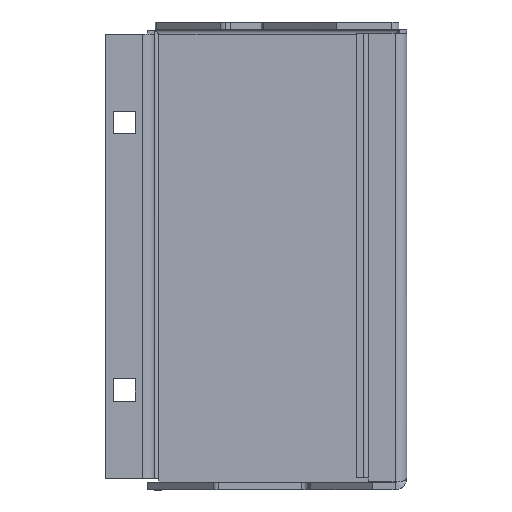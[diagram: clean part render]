
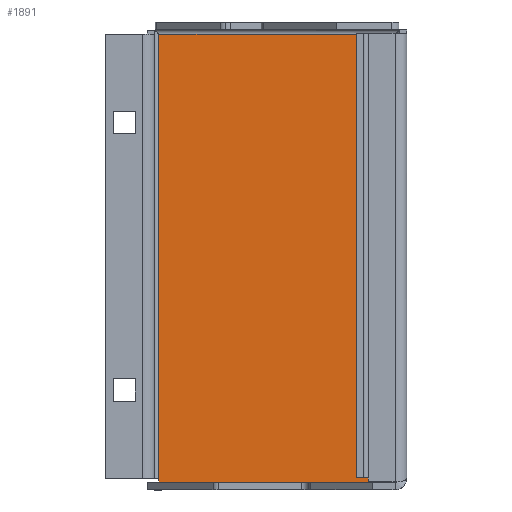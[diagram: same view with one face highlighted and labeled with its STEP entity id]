
A CAD part, top view. The second image highlights one B-rep face of the part: STEP entity #1891.
In plain terms, the highlighted planar face has unit normal (0, 0, 1).
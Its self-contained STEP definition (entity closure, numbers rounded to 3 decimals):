
#121 = CARTESIAN_POINT ( 'NONE',  ( 101., 190., 0. ) ) ;
#186 = LINE ( 'NONE', #1627, #2407 ) ;
#251 = DIRECTION ( 'NONE',  ( -1., 0., 0. ) ) ;
#255 = CARTESIAN_POINT ( 'NONE',  ( 101., -1.646, 0. ) ) ;
#276 = AXIS2_PLACEMENT_3D ( 'NONE', #628, #752, #436 ) ;
#436 = DIRECTION ( 'NONE',  ( -1., 0., 0. ) ) ;
#475 = EDGE_CURVE ( 'NONE', #3768, #2430, #1715, .T. ) ;
#476 = FACE_OUTER_BOUND ( 'NONE', #1259, .T. ) ;
#611 = DIRECTION ( 'NONE',  ( 0., 1., 0. ) ) ;
#628 = CARTESIAN_POINT ( 'NONE',  ( 0., 0., 0. ) ) ;
#752 = DIRECTION ( 'NONE',  ( 0., 0., -1. ) ) ;
#840 = ORIENTED_EDGE ( 'NONE', *, *, #3572, .F. ) ;
#879 = VECTOR ( 'NONE', #2802, 1000. ) ;
#995 = CARTESIAN_POINT ( 'NONE',  ( 0., -1.646, 0. ) ) ;
#1259 = EDGE_LOOP ( 'NONE', ( #1806, #2390, #2077, #840, #3164 ) ) ;
#1601 = VECTOR ( 'NONE', #2863, 1000. ) ;
#1627 = CARTESIAN_POINT ( 'NONE',  ( 0., 0., 0. ) ) ;
#1697 = CARTESIAN_POINT ( 'NONE',  ( 101., 190., 0. ) ) ;
#1715 = LINE ( 'NONE', #1697, #1601 ) ;
#1758 = EDGE_CURVE ( 'NONE', #2430, #1963, #3438, .T. ) ;
#1806 = ORIENTED_EDGE ( 'NONE', *, *, #475, .F. ) ;
#1891 = ADVANCED_FACE ( 'NONE', ( #476 ), #3640, .F. ) ;
#1899 = DIRECTION ( 'NONE',  ( 0., -1., 0. ) ) ;
#1963 = VERTEX_POINT ( 'NONE', #995 ) ;
#1978 = CARTESIAN_POINT ( 'NONE',  ( 0., -1.646, 0. ) ) ;
#2025 = VERTEX_POINT ( 'NONE', #2579 ) ;
#2077 = ORIENTED_EDGE ( 'NONE', *, *, #3451, .T. ) ;
#2390 = ORIENTED_EDGE ( 'NONE', *, *, #2449, .T. ) ;
#2407 = VECTOR ( 'NONE', #1899, 1000. ) ;
#2430 = VERTEX_POINT ( 'NONE', #255 ) ;
#2449 = EDGE_CURVE ( 'NONE', #3768, #2025, #2575, .T. ) ;
#2575 = LINE ( 'NONE', #3081, #879 ) ;
#2579 = CARTESIAN_POINT ( 'NONE',  ( 0., 190., 0. ) ) ;
#2802 = DIRECTION ( 'NONE',  ( -1., 0., 0. ) ) ;
#2863 = DIRECTION ( 'NONE',  ( 0., -1., 0. ) ) ;
#2870 = VERTEX_POINT ( 'NONE', #3529 ) ;
#2928 = LINE ( 'NONE', #1978, #3087 ) ;
#3081 = CARTESIAN_POINT ( 'NONE',  ( 0., 190., 0. ) ) ;
#3087 = VECTOR ( 'NONE', #611, 1000. ) ;
#3164 = ORIENTED_EDGE ( 'NONE', *, *, #1758, .F. ) ;
#3419 = CARTESIAN_POINT ( 'NONE',  ( 101., -1.646, 0. ) ) ;
#3438 = LINE ( 'NONE', #3419, #3502 ) ;
#3451 = EDGE_CURVE ( 'NONE', #2025, #2870, #186, .T. ) ;
#3502 = VECTOR ( 'NONE', #251, 1000. ) ;
#3529 = CARTESIAN_POINT ( 'NONE',  ( 0., 0., 0. ) ) ;
#3572 = EDGE_CURVE ( 'NONE', #1963, #2870, #2928, .T. ) ;
#3640 = PLANE ( 'NONE',  #276 ) ;
#3768 = VERTEX_POINT ( 'NONE', #121 ) ;
